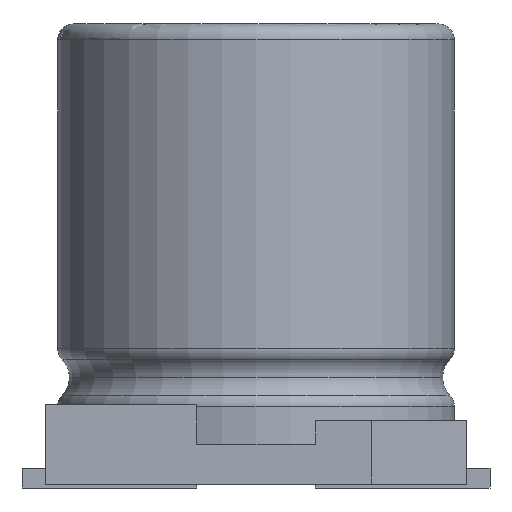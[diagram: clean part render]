
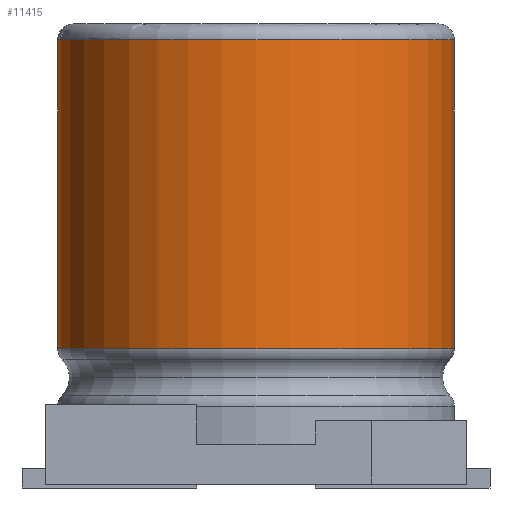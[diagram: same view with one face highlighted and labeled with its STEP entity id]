
A CAD part, front view. The second image highlights one B-rep face of the part: STEP entity #11415.
In plain terms, the highlighted cylindrical face has radius 2.5 mm (diameter 5 mm), a partial arc.
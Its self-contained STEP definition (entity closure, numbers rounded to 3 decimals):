
#141 = ORIENTED_EDGE ( 'NONE', *, *, #12658, .T. ) ;
#168 = EDGE_CURVE ( 'NONE', #3417, #8564, #11042, .T. ) ;
#986 = ORIENTED_EDGE ( 'NONE', *, *, #9604, .T. ) ;
#1029 = AXIS2_PLACEMENT_3D ( 'NONE', #8875, #3668, #13074 ) ;
#1245 = AXIS2_PLACEMENT_3D ( 'NONE', #6288, #13548, #12507 ) ;
#1461 = CARTESIAN_POINT ( 'NONE',  ( 2.5, 0., 18.671 ) ) ;
#2240 = CYLINDRICAL_SURFACE ( 'NONE', #10069, 2.5 ) ;
#2262 = CARTESIAN_POINT ( 'NONE',  ( -2.5, 0., 18.671 ) ) ;
#2404 = CARTESIAN_POINT ( 'NONE',  ( -2.5, 0., 5.6 ) ) ;
#2497 = DIRECTION ( 'NONE',  ( 0., 0., -1. ) ) ;
#2692 = CARTESIAN_POINT ( 'NONE',  ( 2.5, 0., 1.709 ) ) ;
#2702 = ORIENTED_EDGE ( 'NONE', *, *, #168, .F. ) ;
#3417 = VERTEX_POINT ( 'NONE', #7349 ) ;
#3668 = DIRECTION ( 'NONE',  ( 0., 0., 1. ) ) ;
#3674 = CARTESIAN_POINT ( 'NONE',  ( 0., 0., 18.671 ) ) ;
#4019 = VERTEX_POINT ( 'NONE', #2404 ) ;
#5723 = DIRECTION ( 'NONE',  ( 0., 0., -1. ) ) ;
#6288 = CARTESIAN_POINT ( 'NONE',  ( 0., 0., 5.6 ) ) ;
#6499 = DIRECTION ( 'NONE',  ( 0., 0., -1. ) ) ;
#6730 = DIRECTION ( 'NONE',  ( -1., 0., 0. ) ) ;
#7069 = VECTOR ( 'NONE', #6499, 1000. ) ;
#7248 = CIRCLE ( 'NONE', #1029, 2.5 ) ;
#7349 = CARTESIAN_POINT ( 'NONE',  ( 2.5, 0., 5.6 ) ) ;
#7923 = CIRCLE ( 'NONE', #1245, 2.5 ) ;
#8564 = VERTEX_POINT ( 'NONE', #2692 ) ;
#8690 = CARTESIAN_POINT ( 'NONE',  ( -2.5, 0., 1.709 ) ) ;
#8875 = CARTESIAN_POINT ( 'NONE',  ( 0., 0., 1.709 ) ) ;
#9362 = EDGE_CURVE ( 'NONE', #3417, #4019, #7923, .T. ) ;
#9604 = EDGE_CURVE ( 'NONE', #13332, #8564, #7248, .T. ) ;
#10069 = AXIS2_PLACEMENT_3D ( 'NONE', #3674, #2497, #6730 ) ;
#10808 = ORIENTED_EDGE ( 'NONE', *, *, #9362, .T. ) ;
#11042 = LINE ( 'NONE', #1461, #12081 ) ;
#11415 = ADVANCED_FACE ( 'NONE', ( #12756 ), #2240, .T. ) ;
#11575 = EDGE_LOOP ( 'NONE', ( #2702, #10808, #141, #986 ) ) ;
#12081 = VECTOR ( 'NONE', #5723, 1000. ) ;
#12507 = DIRECTION ( 'NONE',  ( 1., 0., 0. ) ) ;
#12658 = EDGE_CURVE ( 'NONE', #4019, #13332, #13635, .T. ) ;
#12756 = FACE_OUTER_BOUND ( 'NONE', #11575, .T. ) ;
#13074 = DIRECTION ( 'NONE',  ( -1., 0., 0. ) ) ;
#13332 = VERTEX_POINT ( 'NONE', #8690 ) ;
#13548 = DIRECTION ( 'NONE',  ( 0., 0., -1. ) ) ;
#13635 = LINE ( 'NONE', #2262, #7069 ) ;
